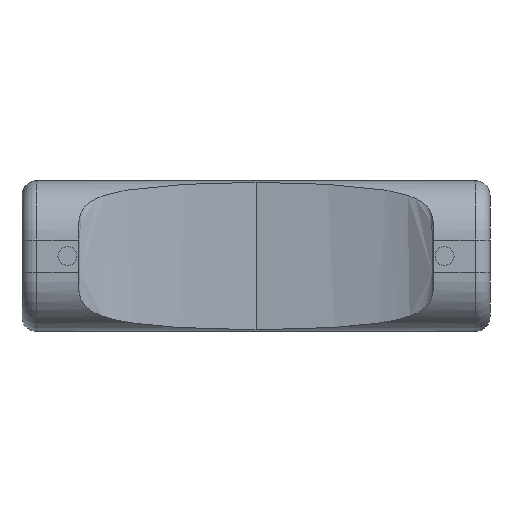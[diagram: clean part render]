
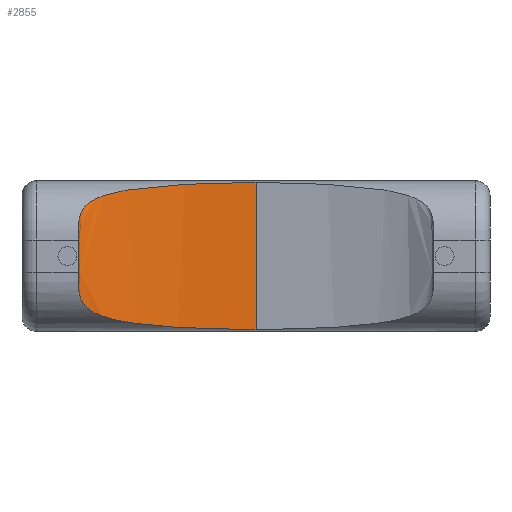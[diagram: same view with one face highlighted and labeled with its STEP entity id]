
A CAD part, front view. The second image highlights one B-rep face of the part: STEP entity #2855.
In plain terms, the highlighted free-form (B-spline) face has degree [3, 1] with [4, 2] control points.
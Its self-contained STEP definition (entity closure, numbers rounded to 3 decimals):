
#14 = LINE ( 'NONE', #1335, #2775 ) ;
#24 = CARTESIAN_POINT ( 'NONE',  ( 2.156, 0.377, 0.83 ) ) ;
#164 = CARTESIAN_POINT ( 'NONE',  ( 1.893, 0., 3.08 ) ) ;
#168 = CARTESIAN_POINT ( 'NONE',  ( 2.428, 0.537, 4.446 ) ) ;
#281 = CARTESIAN_POINT ( 'NONE',  ( 2.829, 0.712, 0.462 ) ) ;
#289 = DIRECTION ( 'NONE',  ( 0., 0., 1. ) ) ;
#294 = B_SPLINE_CURVE_WITH_KNOTS ( 'NONE', 3,
 ( #2486, #2097, #487, #3445, #2799, #1797, #2471, #3100, #4123, #3812, #849, #168, #2769, #3469, #4103, #875, #1147, #526, #2168, #540, #1861, #3171 ),
 .UNSPECIFIED., .F., .F.,
 ( 4, 2, 2, 2, 2, 2, 2, 2, 2, 2, 4 ),
 ( 0., 0.001, 0.002, 0.004, 0.005, 0.005, 0.006, 0.006, 0.006, 0.007, 0.007 ),
 .UNSPECIFIED. ) ;
#302 = CARTESIAN_POINT ( 'NONE',  ( 1.893, 0., 2. ) ) ;
#306 = ORIENTED_EDGE ( 'NONE', *, *, #2305, .T. ) ;
#362 = CARTESIAN_POINT ( 'NONE',  ( 7.875, 1.52, 5.051 ) ) ;
#419 = ORIENTED_EDGE ( 'NONE', *, *, #2073, .F. ) ;
#487 = CARTESIAN_POINT ( 'NONE',  ( 7.267, 1.499, 5.016 ) ) ;
#526 = CARTESIAN_POINT ( 'NONE',  ( 1.92, 0.138, 3.825 ) ) ;
#540 = CARTESIAN_POINT ( 'NONE',  ( 1.891, 0.017, 3.384 ) ) ;
#628 = B_SPLINE_CURVE_WITH_KNOTS ( 'NONE', 3,
 ( #302, #910, #1881, #3583, #3837, #2550, #1644, #2587, #24, #3559, #3222, #281, #630, #4212, #1949, #1309, #2191, #3288, #3512, #2673, #3672, #717 ),
 .UNSPECIFIED., .F., .F.,
 ( 4, 2, 2, 2, 2, 2, 2, 2, 2, 2, 4 ),
 ( 0., 0., 0.001, 0.001, 0.001, 0.002, 0.003, 0.004, 0.006, 0.006, 0.007 ),
 .UNSPECIFIED. ) ;
#630 = CARTESIAN_POINT ( 'NONE',  ( 3.113, 0.803, 0.395 ) ) ;
#717 = CARTESIAN_POINT ( 'NONE',  ( 7.875, 1.52, 0.058 ) ) ;
#761 = CARTESIAN_POINT ( 'NONE',  ( 1.892, 0.859, 0.029 ) ) ;
#849 = CARTESIAN_POINT ( 'NONE',  ( 2.815, 0.707, 4.614 ) ) ;
#875 = CARTESIAN_POINT ( 'NONE',  ( 2.024, 0.268, 4.082 ) ) ;
#910 = CARTESIAN_POINT ( 'NONE',  ( 1.893, 0., 1.846 ) ) ;
#1034 = CARTESIAN_POINT ( 'NONE',  ( 7.875, 1.52, 0.029 ) ) ;
#1147 = CARTESIAN_POINT ( 'NONE',  ( 1.993, 0.234, 4.022 ) ) ;
#1309 = CARTESIAN_POINT ( 'NONE',  ( 4.866, 1.216, 0.155 ) ) ;
#1335 = CARTESIAN_POINT ( 'NONE',  ( 1.893, 0., 0. ) ) ;
#1343 = CARTESIAN_POINT ( 'NONE',  ( 6.011, 1.499, 0.029 ) ) ;
#1376 = CARTESIAN_POINT ( 'NONE',  ( 7.875, 1.52, 0. ) ) ;
#1380 = ORIENTED_EDGE ( 'NONE', *, *, #2548, .T. ) ;
#1632 = CARTESIAN_POINT ( 'NONE',  ( 7.875, 1.52, 5.022 ) ) ;
#1644 = CARTESIAN_POINT ( 'NONE',  ( 2.028, 0.272, 0.991 ) ) ;
#1722 = CARTESIAN_POINT ( 'NONE',  ( 6.011, 1.499, 5.051 ) ) ;
#1797 = CARTESIAN_POINT ( 'NONE',  ( 5.456, 1.31, 4.959 ) ) ;
#1861 = CARTESIAN_POINT ( 'NONE',  ( 1.893, 0., 3.233 ) ) ;
#1881 = CARTESIAN_POINT ( 'NONE',  ( 1.891, 0.018, 1.694 ) ) ;
#1949 = CARTESIAN_POINT ( 'NONE',  ( 3.984, 1.033, 0.248 ) ) ;
#2073 = EDGE_CURVE ( 'NONE', #2807, #2890, #14, .T. ) ;
#2097 = CARTESIAN_POINT ( 'NONE',  ( 7.571, 1.517, 5.021 ) ) ;
#2168 = CARTESIAN_POINT ( 'NONE',  ( 1.904, 0.086, 3.68 ) ) ;
#2191 = CARTESIAN_POINT ( 'NONE',  ( 5.462, 1.31, 0.121 ) ) ;
#2247 = ORIENTED_EDGE ( 'NONE', *, *, #2762, .T. ) ;
#2251 = EDGE_LOOP ( 'NONE', ( #1380, #306, #2247, #419 ) ) ;
#2305 = EDGE_CURVE ( 'NONE', #2316, #2512, #3293, .T. ) ;
#2316 = VERTEX_POINT ( 'NONE', #3018 ) ;
#2371 = VECTOR ( 'NONE', #2657, 1000. ) ;
#2390 = FACE_OUTER_BOUND ( 'NONE', #2251, .T. ) ;
#2471 = CARTESIAN_POINT ( 'NONE',  ( 4.857, 1.215, 4.925 ) ) ;
#2486 = CARTESIAN_POINT ( 'NONE',  ( 7.875, 1.52, 5.022 ) ) ;
#2512 = VERTEX_POINT ( 'NONE', #1632 ) ;
#2548 = EDGE_CURVE ( 'NONE', #2807, #2316, #628, .T. ) ;
#2550 = CARTESIAN_POINT ( 'NONE',  ( 1.996, 0.238, 1.052 ) ) ;
#2587 = CARTESIAN_POINT ( 'NONE',  ( 2.108, 0.341, 0.881 ) ) ;
#2648 = CARTESIAN_POINT ( 'NONE',  ( 1.892, 0.859, 5.051 ) ) ;
#2657 = DIRECTION ( 'NONE',  ( 0., 0., 1. ) ) ;
#2673 = CARTESIAN_POINT ( 'NONE',  ( 7.269, 1.499, 0.064 ) ) ;
#2762 = EDGE_CURVE ( 'NONE', #2512, #2890, #294, .T. ) ;
#2769 = CARTESIAN_POINT ( 'NONE',  ( 2.305, 0.474, 4.377 ) ) ;
#2775 = VECTOR ( 'NONE', #289, 1000. ) ;
#2799 = CARTESIAN_POINT ( 'NONE',  ( 6.36, 1.42, 4.994 ) ) ;
#2807 = VERTEX_POINT ( 'NONE', #3851 ) ;
#2855 = ADVANCED_FACE ( 'NONE', ( #2390 ), #3078, .F. ) ;
#2890 = VERTEX_POINT ( 'NONE', #164 ) ;
#3018 = CARTESIAN_POINT ( 'NONE',  ( 7.875, 1.52, 0.058 ) ) ;
#3078 = B_SPLINE_SURFACE_WITH_KNOTS ( 'NONE', 3, 1, ( 
 ( #1034, #362 ),
 ( #1343, #1722 ),
 ( #761, #2648 ),
 ( #3670, #3978 ) ),
 .UNSPECIFIED., .F., .F., .F.,
 ( 4, 4 ),
 ( 2, 2 ),
 ( 0., 1. ),
 ( 0., 1. ),
 .UNSPECIFIED. ) ;
#3100 = CARTESIAN_POINT ( 'NONE',  ( 3.97, 1.029, 4.83 ) ) ;
#3171 = CARTESIAN_POINT ( 'NONE',  ( 1.893, 0., 3.08 ) ) ;
#3222 = CARTESIAN_POINT ( 'NONE',  ( 2.438, 0.542, 0.629 ) ) ;
#3288 = CARTESIAN_POINT ( 'NONE',  ( 6.362, 1.42, 0.086 ) ) ;
#3293 = LINE ( 'NONE', #1376, #2371 ) ;
#3445 = CARTESIAN_POINT ( 'NONE',  ( 6.662, 1.451, 5.003 ) ) ;
#3469 = CARTESIAN_POINT ( 'NONE',  ( 2.15, 0.372, 4.244 ) ) ;
#3512 = CARTESIAN_POINT ( 'NONE',  ( 6.664, 1.451, 0.077 ) ) ;
#3559 = CARTESIAN_POINT ( 'NONE',  ( 2.313, 0.478, 0.697 ) ) ;
#3583 = CARTESIAN_POINT ( 'NONE',  ( 1.905, 0.088, 1.394 ) ) ;
#3670 = CARTESIAN_POINT ( 'NONE',  ( 1.893, 0., 0.029 ) ) ;
#3672 = CARTESIAN_POINT ( 'NONE',  ( 7.571, 1.517, 0.059 ) ) ;
#3812 = CARTESIAN_POINT ( 'NONE',  ( 3.099, 0.799, 4.682 ) ) ;
#3837 = CARTESIAN_POINT ( 'NONE',  ( 1.921, 0.14, 1.249 ) ) ;
#3851 = CARTESIAN_POINT ( 'NONE',  ( 1.893, 0., 2. ) ) ;
#3978 = CARTESIAN_POINT ( 'NONE',  ( 1.893, 0., 5.051 ) ) ;
#4103 = CARTESIAN_POINT ( 'NONE',  ( 2.103, 0.337, 4.193 ) ) ;
#4123 = CARTESIAN_POINT ( 'NONE',  ( 3.675, 0.96, 4.791 ) ) ;
#4212 = CARTESIAN_POINT ( 'NONE',  ( 3.691, 0.964, 0.286 ) ) ;
